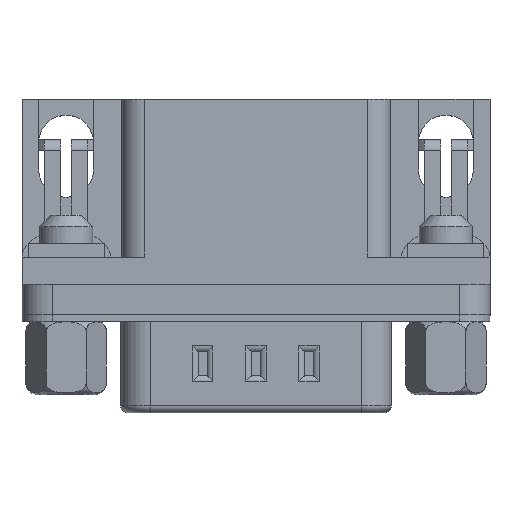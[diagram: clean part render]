
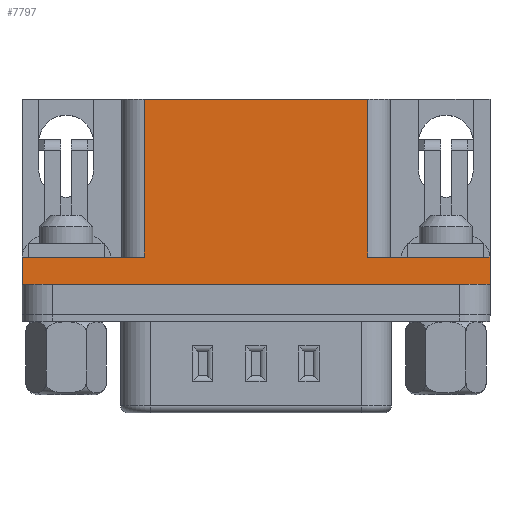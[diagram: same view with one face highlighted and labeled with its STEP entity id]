
A CAD part, top view. The second image highlights one B-rep face of the part: STEP entity #7797.
In plain terms, the highlighted planar face has unit normal (0, 0, 1).
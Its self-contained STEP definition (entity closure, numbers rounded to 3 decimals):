
#548=LINE('',#11667,#1422);
#609=LINE('',#11795,#1483);
#615=LINE('',#11806,#1489);
#618=LINE('',#11814,#1492);
#619=LINE('',#11815,#1493);
#620=LINE('',#11817,#1494);
#621=LINE('',#11819,#1495);
#622=LINE('',#11821,#1496);
#1422=VECTOR('',#9390,1000.);
#1483=VECTOR('',#9491,1000.);
#1489=VECTOR('',#9499,1000.);
#1492=VECTOR('',#9506,1000.);
#1493=VECTOR('',#9507,1000.);
#1494=VECTOR('',#9508,1000.);
#1495=VECTOR('',#9509,1000.);
#1496=VECTOR('',#9510,1000.);
#2465=ORIENTED_EDGE('',*,*,#4579,.T.);
#2466=ORIENTED_EDGE('',*,*,#4657,.T.);
#2467=ORIENTED_EDGE('',*,*,#4653,.T.);
#2468=ORIENTED_EDGE('',*,*,#4647,.F.);
#2469=ORIENTED_EDGE('',*,*,#4658,.F.);
#2470=ORIENTED_EDGE('',*,*,#4659,.T.);
#2471=ORIENTED_EDGE('',*,*,#4660,.F.);
#2472=ORIENTED_EDGE('',*,*,#4661,.T.);
#4579=EDGE_CURVE('',#5675,#5674,#548,.T.);
#4647=EDGE_CURVE('',#5721,#5722,#609,.T.);
#4653=EDGE_CURVE('',#5726,#5722,#615,.T.);
#4657=EDGE_CURVE('',#5674,#5726,#618,.T.);
#4658=EDGE_CURVE('',#5729,#5721,#619,.T.);
#4659=EDGE_CURVE('',#5729,#5730,#620,.T.);
#4660=EDGE_CURVE('',#5731,#5730,#621,.T.);
#4661=EDGE_CURVE('',#5731,#5675,#622,.T.);
#5674=VERTEX_POINT('',#11666);
#5675=VERTEX_POINT('',#11668);
#5721=VERTEX_POINT('',#11794);
#5722=VERTEX_POINT('',#11796);
#5726=VERTEX_POINT('',#11807);
#5729=VERTEX_POINT('',#11816);
#5730=VERTEX_POINT('',#11818);
#5731=VERTEX_POINT('',#11820);
#6492=EDGE_LOOP('',(#2465,#2466,#2467,#2468,#2469,#2470,#2471,#2472));
#7020=FACE_BOUND('',#6492,.T.);
#7524=PLANE('',#8532);
#7797=ADVANCED_FACE('',(#7020),#7524,.T.);
#8532=AXIS2_PLACEMENT_3D('',#11813,#9504,#9505);
#9390=DIRECTION('',(-1.,0.,0.));
#9491=DIRECTION('',(0.,1.,0.));
#9499=DIRECTION('',(-1.,0.,0.));
#9504=DIRECTION('',(0.,0.,1.));
#9505=DIRECTION('',(1.,0.,0.));
#9506=DIRECTION('',(0.,-1.,0.));
#9507=DIRECTION('',(-1.,0.,0.));
#9508=DIRECTION('',(0.,1.,0.));
#9509=DIRECTION('',(1.,0.,0.));
#9510=DIRECTION('',(0.,1.,0.));
#11666=CARTESIAN_POINT('',(-7.35,7.1,4.225));
#11667=CARTESIAN_POINT('',(15.405,7.1,4.225));
#11668=CARTESIAN_POINT('',(7.35,7.1,4.225));
#11794=CARTESIAN_POINT('',(-15.405,-5.1,4.225));
#11795=CARTESIAN_POINT('',(-15.405,-5.1,4.225));
#11796=CARTESIAN_POINT('',(-15.405,-3.3,4.225));
#11806=CARTESIAN_POINT('',(-8.85,-3.3,4.225));
#11807=CARTESIAN_POINT('',(-7.35,-3.3,4.225));
#11813=CARTESIAN_POINT('',(15.405,-5.1,4.225));
#11814=CARTESIAN_POINT('',(-7.35,-3.3,4.225));
#11815=CARTESIAN_POINT('',(15.405,-5.1,4.225));
#11816=CARTESIAN_POINT('',(15.405,-5.1,4.225));
#11817=CARTESIAN_POINT('',(15.405,-5.1,4.225));
#11818=CARTESIAN_POINT('',(15.405,-3.3,4.225));
#11819=CARTESIAN_POINT('',(8.85,-3.3,4.225));
#11820=CARTESIAN_POINT('',(7.35,-3.3,4.225));
#11821=CARTESIAN_POINT('',(7.35,7.1,4.225));
